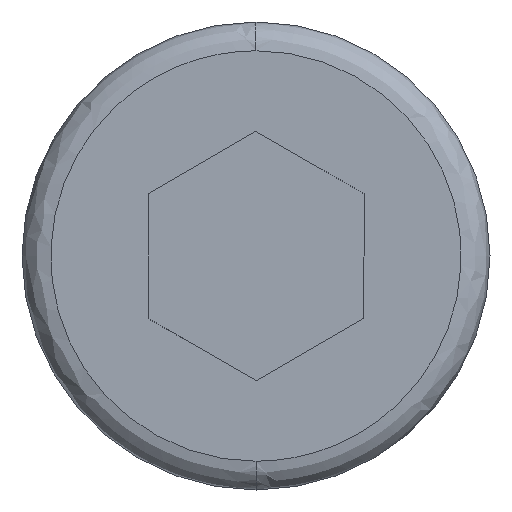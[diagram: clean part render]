
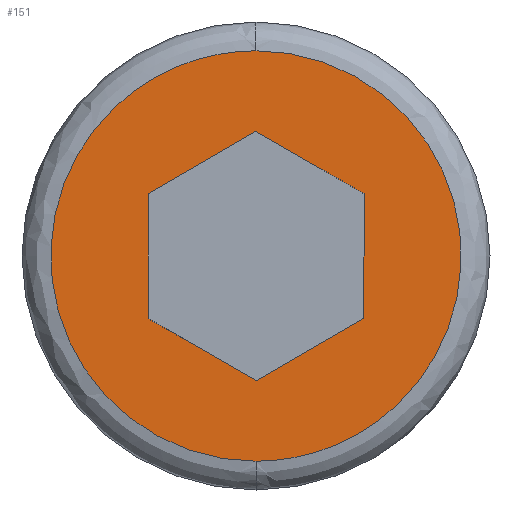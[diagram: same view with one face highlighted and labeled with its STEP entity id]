
A CAD part, left-side view. The second image highlights one B-rep face of the part: STEP entity #151.
In plain terms, the highlighted planar face has unit normal (-1, 0, 0).
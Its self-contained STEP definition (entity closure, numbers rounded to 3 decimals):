
#4 = CARTESIAN_POINT ( 'NONE',  ( -8., 0., 5.7 ) ) ;
#11 = CARTESIAN_POINT ( 'NONE',  ( -8., -3., -1.732 ) ) ;
#23 = DIRECTION ( 'NONE',  ( -1., 0., 0. ) ) ;
#49 = VERTEX_POINT ( 'NONE', #158 ) ;
#51 = CARTESIAN_POINT ( 'NONE',  ( -8., -11.4, 5.7 ) ) ;
#54 = VERTEX_POINT ( 'NONE', #112 ) ;
#58 = VECTOR ( 'NONE', #361, 1000. ) ;
#60 = ORIENTED_EDGE ( 'NONE', *, *, #328, .T. ) ;
#67 = CARTESIAN_POINT ( 'NONE',  ( -8., 0., -3.464 ) ) ;
#73 = DIRECTION ( 'NONE',  ( 0., -0.866, -0.5 ) ) ;
#79 = VECTOR ( 'NONE', #168, 1000. ) ;
#80 = ORIENTED_EDGE ( 'NONE', *, *, #321, .F. ) ;
#82 = VERTEX_POINT ( 'NONE', #414 ) ;
#89 = ORIENTED_EDGE ( 'NONE', *, *, #209, .T. ) ;
#106 = DIRECTION ( 'NONE',  ( 0., 0., 1. ) ) ;
#107 = CARTESIAN_POINT ( 'NONE',  ( -8., 0., -3.464 ) ) ;
#110 = LINE ( 'NONE', #468, #79 ) ;
#112 = CARTESIAN_POINT ( 'NONE',  ( -8., 0., 5.7 ) ) ;
#128 = LINE ( 'NONE', #528, #398 ) ;
#139 = FACE_BOUND ( 'NONE', #504, .T. ) ;
#142 = VECTOR ( 'NONE', #106, 1000. ) ;
#145 = LINE ( 'NONE', #336, #228 ) ;
#150 = CARTESIAN_POINT ( 'NONE',  ( -8., 0., 5.7 ) ) ;
#151 = ADVANCED_FACE ( 'NONE', ( #139, #421 ), #370, .T. ) ;
#153 = CARTESIAN_POINT ( 'NONE',  ( -8., 3., 0. ) ) ;
#158 = CARTESIAN_POINT ( 'NONE',  ( -8., -3., 1.732 ) ) ;
#168 = DIRECTION ( 'NONE',  ( 0., 0., -1. ) ) ;
#194 = CARTESIAN_POINT ( 'NONE',  ( -8., 11.4, 5.7 ) ) ;
#198 = ORIENTED_EDGE ( 'NONE', *, *, #347, .T. ) ;
#205 = EDGE_LOOP ( 'NONE', ( #80, #311 ) ) ;
#207 = VERTEX_POINT ( 'NONE', #469 ) ;
#209 = EDGE_CURVE ( 'NONE', #49, #316, #110, .T. ) ;
#228 = VECTOR ( 'NONE', #73, 1000. ) ;
#237 = CARTESIAN_POINT ( 'NONE',  ( -8., -3., -1.732 ) ) ;
#242 = ORIENTED_EDGE ( 'NONE', *, *, #298, .T. ) ;
#250 = ORIENTED_EDGE ( 'NONE', *, *, #407, .T. ) ;
#277 = DIRECTION ( 'NONE',  ( 0., 0.866, -0.5 ) ) ;
#287 = EDGE_CURVE ( 'NONE', #54, #339, #461, .T. ) ;
#298 = EDGE_CURVE ( 'NONE', #353, #338, #464, .T. ) ;
#311 = ORIENTED_EDGE ( 'NONE', *, *, #287, .F. ) ;
#313 = EDGE_CURVE ( 'NONE', #338, #82, #365, .T. ) ;
#316 = VERTEX_POINT ( 'NONE', #11 ) ;
#320 = CARTESIAN_POINT ( 'NONE',  ( -8., 0., -5.7 ) ) ;
#321 = EDGE_CURVE ( 'NONE', #339, #54, #356, .T. ) ;
#322 = CARTESIAN_POINT ( 'NONE',  ( -8., -11.4, -5.7 ) ) ;
#326 = DIRECTION ( 'NONE',  ( 0., 0., 1. ) ) ;
#328 = EDGE_CURVE ( 'NONE', #316, #353, #377, .T. ) ;
#336 = CARTESIAN_POINT ( 'NONE',  ( -8., 0., 3.464 ) ) ;
#338 = VERTEX_POINT ( 'NONE', #405 ) ;
#339 = VERTEX_POINT ( 'NONE', #445 ) ;
#347 = EDGE_CURVE ( 'NONE', #82, #207, #128, .T. ) ;
#353 = VERTEX_POINT ( 'NONE', #67 ) ;
#356 =( BOUNDED_CURVE ( )  B_SPLINE_CURVE ( 3, ( #409, #408, #194, #150 ),
 .UNSPECIFIED., .F., .F. ) 
 B_SPLINE_CURVE_WITH_KNOTS ( ( 4, 4 ),
 ( 0.25, 0.75 ),
 .UNSPECIFIED. ) 
 CURVE ( )  GEOMETRIC_REPRESENTATION_ITEM ( )  RATIONAL_B_SPLINE_CURVE ( ( 1., 0.333, 0.333, 1. ) ) 
 REPRESENTATION_ITEM ( '' )  );
#361 = DIRECTION ( 'NONE',  ( 0., 0.866, 0.5 ) ) ;
#365 = LINE ( 'NONE', #153, #142 ) ;
#370 = PLANE ( 'NONE',  #527 ) ;
#377 = LINE ( 'NONE', #237, #437 ) ;
#398 = VECTOR ( 'NONE', #444, 1000. ) ;
#405 = CARTESIAN_POINT ( 'NONE',  ( -8., 3., -1.732 ) ) ;
#407 = EDGE_CURVE ( 'NONE', #207, #49, #145, .T. ) ;
#408 = CARTESIAN_POINT ( 'NONE',  ( -8., 11.4, -5.7 ) ) ;
#409 = CARTESIAN_POINT ( 'NONE',  ( -8., 0., -5.7 ) ) ;
#414 = CARTESIAN_POINT ( 'NONE',  ( -8., 3., 1.732 ) ) ;
#421 = FACE_OUTER_BOUND ( 'NONE', #205, .T. ) ;
#423 = ORIENTED_EDGE ( 'NONE', *, *, #313, .T. ) ;
#437 = VECTOR ( 'NONE', #277, 1000. ) ;
#444 = DIRECTION ( 'NONE',  ( 0., -0.866, 0.5 ) ) ;
#445 = CARTESIAN_POINT ( 'NONE',  ( -8., 0., -5.7 ) ) ;
#460 = CARTESIAN_POINT ( 'NONE',  ( -8., 4.982, 0. ) ) ;
#461 =( BOUNDED_CURVE ( )  B_SPLINE_CURVE ( 3, ( #4, #51, #322, #320 ),
 .UNSPECIFIED., .F., .F. ) 
 B_SPLINE_CURVE_WITH_KNOTS ( ( 4, 4 ),
 ( 0.75, 1.25 ),
 .UNSPECIFIED. ) 
 CURVE ( )  GEOMETRIC_REPRESENTATION_ITEM ( )  RATIONAL_B_SPLINE_CURVE ( ( 1., 0.333, 0.333, 1. ) ) 
 REPRESENTATION_ITEM ( '' )  );
#464 = LINE ( 'NONE', #107, #58 ) ;
#468 = CARTESIAN_POINT ( 'NONE',  ( -8., -3., 0. ) ) ;
#469 = CARTESIAN_POINT ( 'NONE',  ( -8., 0., 3.464 ) ) ;
#504 = EDGE_LOOP ( 'NONE', ( #60, #242, #423, #198, #250, #89 ) ) ;
#527 = AXIS2_PLACEMENT_3D ( 'NONE', #460, #23, #326 ) ;
#528 = CARTESIAN_POINT ( 'NONE',  ( -8., 3., 1.732 ) ) ;
